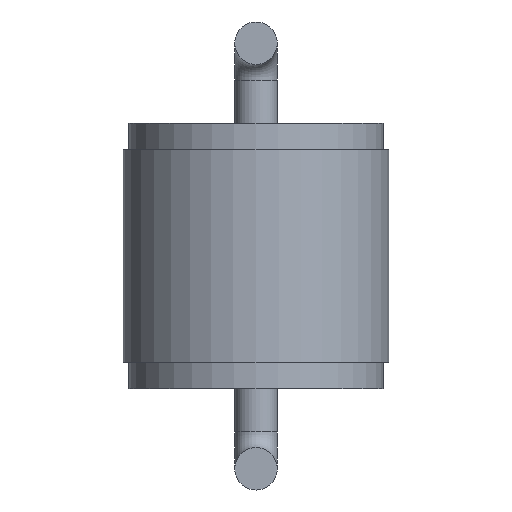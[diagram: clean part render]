
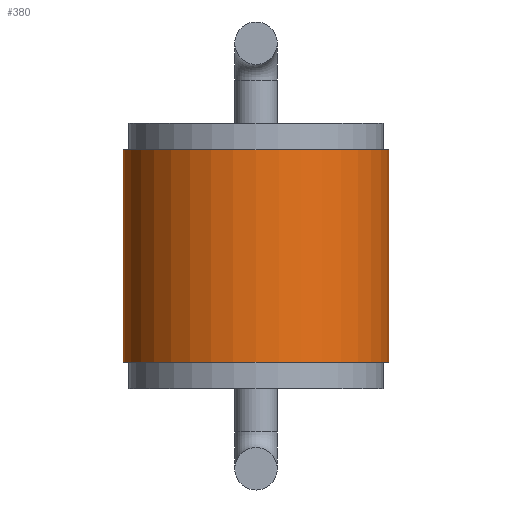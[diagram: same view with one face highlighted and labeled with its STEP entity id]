
A CAD part, front view. The second image highlights one B-rep face of the part: STEP entity #380.
In plain terms, the highlighted cylindrical face has radius 2.5 mm (diameter 5 mm), a full revolution.
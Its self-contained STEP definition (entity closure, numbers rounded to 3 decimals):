
#72=FACE_OUTER_BOUND('',#96,.T.);
#96=EDGE_LOOP('',(#344,#345,#346,#347,#348,#349));
#107=LINE('',#711,#116);
#116=VECTOR('',#595,2.5);
#155=CIRCLE('',#457,2.5);
#156=CIRCLE('',#458,2.5);
#157=CIRCLE('',#460,2.5);
#158=CIRCLE('',#461,2.5);
#197=VERTEX_POINT('',#702);
#198=VERTEX_POINT('',#703);
#199=VERTEX_POINT('',#707);
#200=VERTEX_POINT('',#708);
#247=EDGE_CURVE('',#197,#198,#155,.T.);
#248=EDGE_CURVE('',#198,#197,#156,.T.);
#249=EDGE_CURVE('',#199,#200,#157,.T.);
#250=EDGE_CURVE('',#200,#199,#158,.T.);
#251=EDGE_CURVE('',#200,#198,#107,.T.);
#344=ORIENTED_EDGE('',*,*,#249,.F.);
#345=ORIENTED_EDGE('',*,*,#250,.F.);
#346=ORIENTED_EDGE('',*,*,#251,.T.);
#347=ORIENTED_EDGE('',*,*,#248,.T.);
#348=ORIENTED_EDGE('',*,*,#247,.T.);
#349=ORIENTED_EDGE('',*,*,#251,.F.);
#362=CYLINDRICAL_SURFACE('',#459,2.5);
#380=ADVANCED_FACE('',(#72),#362,.T.);
#457=AXIS2_PLACEMENT_3D('',#704,#585,#586);
#458=AXIS2_PLACEMENT_3D('',#705,#587,#588);
#459=AXIS2_PLACEMENT_3D('',#706,#589,#590);
#460=AXIS2_PLACEMENT_3D('',#709,#591,#592);
#461=AXIS2_PLACEMENT_3D('',#710,#593,#594);
#585=DIRECTION('center_axis',(0.,0.,1.));
#586=DIRECTION('ref_axis',(1.,0.,0.));
#587=DIRECTION('center_axis',(0.,0.,1.));
#588=DIRECTION('ref_axis',(1.,0.,0.));
#589=DIRECTION('center_axis',(0.,0.,1.));
#590=DIRECTION('ref_axis',(0.,-1.,0.));
#591=DIRECTION('center_axis',(0.,0.,1.));
#592=DIRECTION('ref_axis',(1.,0.,0.));
#593=DIRECTION('center_axis',(0.,0.,1.));
#594=DIRECTION('ref_axis',(1.,0.,0.));
#595=DIRECTION('',(0.,0.,-1.));
#702=CARTESIAN_POINT('',(0.,-2.5,0.5));
#703=CARTESIAN_POINT('',(0.,2.5,0.5));
#704=CARTESIAN_POINT('Origin',(0.,0.,0.5));
#705=CARTESIAN_POINT('Origin',(0.,0.,0.5));
#706=CARTESIAN_POINT('Origin',(0.,0.,2.5));
#707=CARTESIAN_POINT('',(0.,-2.5,4.5));
#708=CARTESIAN_POINT('',(0.,2.5,4.5));
#709=CARTESIAN_POINT('Origin',(0.,0.,4.5));
#710=CARTESIAN_POINT('Origin',(0.,0.,4.5));
#711=CARTESIAN_POINT('',(0.,2.5,2.5));
